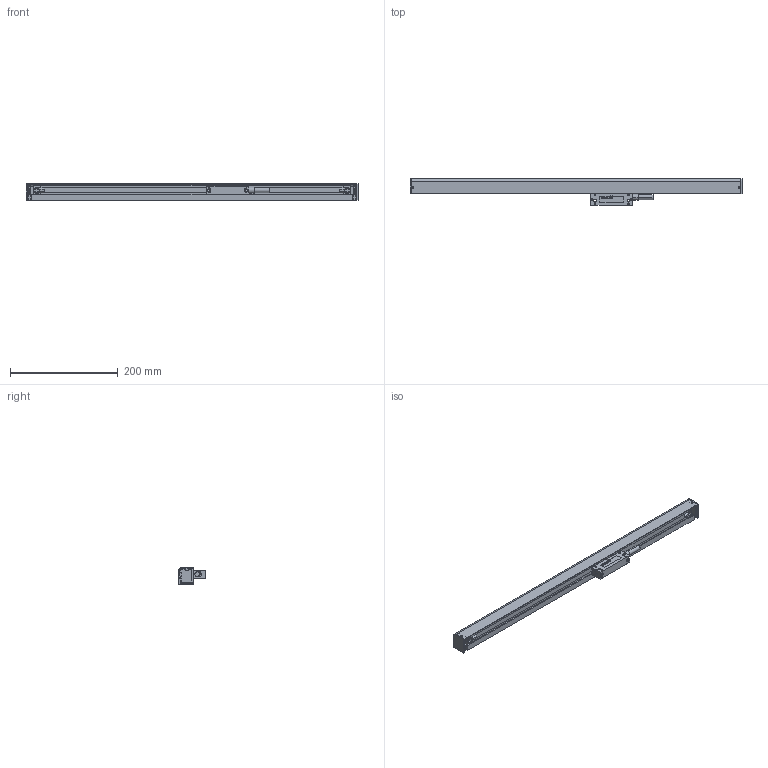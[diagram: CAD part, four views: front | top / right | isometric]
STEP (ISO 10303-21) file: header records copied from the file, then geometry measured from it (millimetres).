
FILE_DESCRIPTION(('FreeCAD Model'),'2;1');
FILE_NAME('Open CASCADE Shape Model','2025-05-03T00:43:01',('FreeCAD'),( 'FreeCAD'),'Open CASCADE STEP processor 7.6','FreeCAD','Unknown');
FILE_SCHEMA(('AUTOMOTIVE_DESIGN { 1 0 10303 214 1 1 1 1 }'));
Length unit declared in the file: millimetre
Products named in the file (1): Open CASCADE STEP translator 7.6 1
Bounding box: 614.88 x 49.42 x 30.85 mm (x, y, z)
Volume: 443695.6 mm3; surface area: 202800.7 mm2
Topology: 18 solids, 18 shells, 558 faces, 1485 edges, 957 vertices
Faces by surface type: bspline 558
Entity records: 19402 total; most frequent: CARTESIAN_POINT 10669, ORIENTED_EDGE 2946, EDGE_CURVE 1473, B_SPLINE_CURVE_WITH_KNOTS 1134, VERTEX_POINT 957, FACE_BOUND 624, EDGE_LOOP 624, ADVANCED_FACE 558
